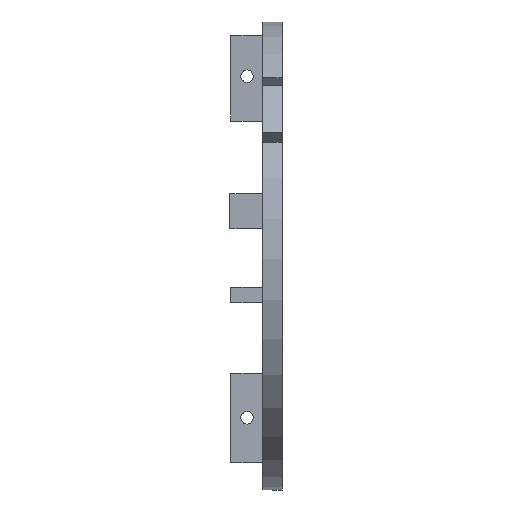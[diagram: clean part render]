
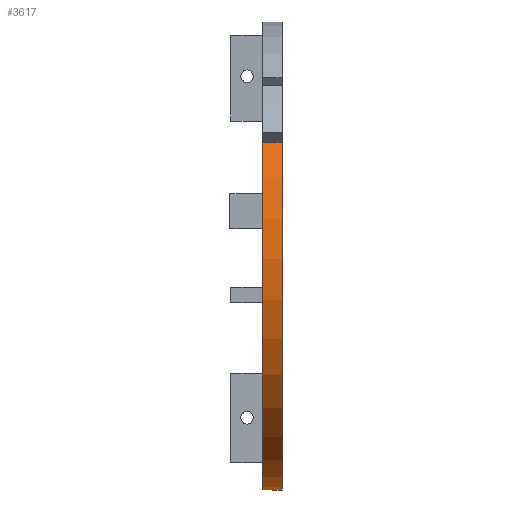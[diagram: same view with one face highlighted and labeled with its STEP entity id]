
A CAD part, left-side view. The second image highlights one B-rep face of the part: STEP entity #3617.
In plain terms, the highlighted cylindrical face has radius 30 mm (diameter 60 mm), a partial arc.
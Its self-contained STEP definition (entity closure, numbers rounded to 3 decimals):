
#45 = PLANE('',#46);
#46 = AXIS2_PLACEMENT_3D('',#47,#48,#49);
#47 = CARTESIAN_POINT('',(0.,0.,0.));
#48 = DIRECTION('',(0.,-1.,0.));
#49 = DIRECTION('',(0.,0.,-1.));
#102 = PLANE('',#103);
#103 = AXIS2_PLACEMENT_3D('',#104,#105,#106);
#104 = CARTESIAN_POINT('',(0.,-2.5,0.));
#105 = DIRECTION('',(0.,-1.,0.));
#106 = DIRECTION('',(0.,0.,-1.));
#144 = VERTEX_POINT('',#145);
#145 = CARTESIAN_POINT('',(-26.206,0.,14.603));
#161 = PLANE('',#162);
#162 = AXIS2_PLACEMENT_3D('',#163,#164,#165);
#163 = CARTESIAN_POINT('',(-27.067,0.,15.112));
#164 = DIRECTION('',(0.508,0.,0.861));
#165 = DIRECTION('',(0.861,0.,-0.508));
#173 = EDGE_CURVE('',#144,#174,#176,.T.);
#174 = VERTEX_POINT('',#175);
#175 = CARTESIAN_POINT('',(10.446,0.,-28.123));
#176 = SURFACE_CURVE('',#177,(#182,#189),.PCURVE_S1.);
#177 = CIRCLE('',#178,30.);
#178 = AXIS2_PLACEMENT_3D('',#179,#180,#181);
#179 = CARTESIAN_POINT('',(0.,0.,0.));
#180 = DIRECTION('',(0.,-1.,0.));
#181 = DIRECTION('',(1.,0.,0.));
#182 = PCURVE('',#45,#183);
#183 = DEFINITIONAL_REPRESENTATION('',(#184),#188);
#184 = CIRCLE('',#185,30.);
#185 = AXIS2_PLACEMENT_2D('',#186,#187);
#186 = CARTESIAN_POINT('',(0.,0.));
#187 = DIRECTION('',(0.,1.));
#188 = ( GEOMETRIC_REPRESENTATION_CONTEXT(2) 
PARAMETRIC_REPRESENTATION_CONTEXT() REPRESENTATION_CONTEXT('2D SPACE',''
  ) );
#189 = PCURVE('',#190,#195);
#190 = CYLINDRICAL_SURFACE('',#191,30.);
#191 = AXIS2_PLACEMENT_3D('',#192,#193,#194);
#192 = CARTESIAN_POINT('',(0.,0.,0.));
#193 = DIRECTION('',(0.,1.,0.));
#194 = DIRECTION('',(1.,0.,0.));
#195 = DEFINITIONAL_REPRESENTATION('',(#196),#200);
#196 = LINE('',#197,#198);
#197 = CARTESIAN_POINT('',(-0.,0.));
#198 = VECTOR('',#199,1.);
#199 = DIRECTION('',(-1.,0.));
#200 = ( GEOMETRIC_REPRESENTATION_CONTEXT(2) 
PARAMETRIC_REPRESENTATION_CONTEXT() REPRESENTATION_CONTEXT('2D SPACE',''
  ) );
#218 = PLANE('',#219);
#219 = AXIS2_PLACEMENT_3D('',#220,#221,#222);
#220 = CARTESIAN_POINT('',(10.817,0.,
    -29.051));
#221 = DIRECTION('',(-0.928,0.,-0.372)
  );
#222 = DIRECTION('',(-0.372,0.,0.928));
#2399 = VERTEX_POINT('',#2400);
#2400 = CARTESIAN_POINT('',(-26.206,-2.5,14.603));
#2421 = EDGE_CURVE('',#2399,#2422,#2424,.T.);
#2422 = VERTEX_POINT('',#2423);
#2423 = CARTESIAN_POINT('',(10.446,-2.5,-28.123));
#2424 = SURFACE_CURVE('',#2425,(#2430,#2437),.PCURVE_S1.);
#2425 = CIRCLE('',#2426,30.);
#2426 = AXIS2_PLACEMENT_3D('',#2427,#2428,#2429);
#2427 = CARTESIAN_POINT('',(0.,-2.5,0.));
#2428 = DIRECTION('',(0.,-1.,0.));
#2429 = DIRECTION('',(1.,0.,0.));
#2430 = PCURVE('',#102,#2431);
#2431 = DEFINITIONAL_REPRESENTATION('',(#2432),#2436);
#2432 = CIRCLE('',#2433,30.);
#2433 = AXIS2_PLACEMENT_2D('',#2434,#2435);
#2434 = CARTESIAN_POINT('',(0.,0.));
#2435 = DIRECTION('',(0.,1.));
#2436 = ( GEOMETRIC_REPRESENTATION_CONTEXT(2) 
PARAMETRIC_REPRESENTATION_CONTEXT() REPRESENTATION_CONTEXT('2D SPACE',''
  ) );
#2437 = PCURVE('',#190,#2438);
#2438 = DEFINITIONAL_REPRESENTATION('',(#2439),#2443);
#2439 = LINE('',#2440,#2441);
#2440 = CARTESIAN_POINT('',(-0.,-2.5));
#2441 = VECTOR('',#2442,1.);
#2442 = DIRECTION('',(-1.,0.));
#2443 = ( GEOMETRIC_REPRESENTATION_CONTEXT(2) 
PARAMETRIC_REPRESENTATION_CONTEXT() REPRESENTATION_CONTEXT('2D SPACE',''
  ) );
#3575 = EDGE_CURVE('',#2399,#144,#3576,.T.);
#3576 = SURFACE_CURVE('',#3577,(#3581,#3588),.PCURVE_S1.);
#3577 = LINE('',#3578,#3579);
#3578 = CARTESIAN_POINT('',(-26.206,0.,14.603));
#3579 = VECTOR('',#3580,1.);
#3580 = DIRECTION('',(0.,1.,0.));
#3581 = PCURVE('',#161,#3582);
#3582 = DEFINITIONAL_REPRESENTATION('',(#3583),#3587);
#3583 = LINE('',#3584,#3585);
#3584 = CARTESIAN_POINT('',(1.,0.));
#3585 = VECTOR('',#3586,1.);
#3586 = DIRECTION('',(0.,1.));
#3587 = ( GEOMETRIC_REPRESENTATION_CONTEXT(2) 
PARAMETRIC_REPRESENTATION_CONTEXT() REPRESENTATION_CONTEXT('2D SPACE',''
  ) );
#3588 = PCURVE('',#190,#3589);
#3589 = DEFINITIONAL_REPRESENTATION('',(#3590),#3594);
#3590 = LINE('',#3591,#3592);
#3591 = CARTESIAN_POINT('',(-2.633,0.));
#3592 = VECTOR('',#3593,1.);
#3593 = DIRECTION('',(-0.,1.));
#3594 = ( GEOMETRIC_REPRESENTATION_CONTEXT(2) 
PARAMETRIC_REPRESENTATION_CONTEXT() REPRESENTATION_CONTEXT('2D SPACE',''
  ) );
#3617 = ADVANCED_FACE('',(#3618),#190,.T.);
#3618 = FACE_BOUND('',#3619,.F.);
#3619 = EDGE_LOOP('',(#3620,#3641,#3642,#3643));
#3620 = ORIENTED_EDGE('',*,*,#3621,.T.);
#3621 = EDGE_CURVE('',#2422,#174,#3622,.T.);
#3622 = SURFACE_CURVE('',#3623,(#3627,#3634),.PCURVE_S1.);
#3623 = LINE('',#3624,#3625);
#3624 = CARTESIAN_POINT('',(10.446,0.,-28.123));
#3625 = VECTOR('',#3626,1.);
#3626 = DIRECTION('',(0.,1.,0.));
#3627 = PCURVE('',#190,#3628);
#3628 = DEFINITIONAL_REPRESENTATION('',(#3629),#3633);
#3629 = LINE('',#3630,#3631);
#3630 = CARTESIAN_POINT('',(-5.068,0.));
#3631 = VECTOR('',#3632,1.);
#3632 = DIRECTION('',(-0.,1.));
#3633 = ( GEOMETRIC_REPRESENTATION_CONTEXT(2) 
PARAMETRIC_REPRESENTATION_CONTEXT() REPRESENTATION_CONTEXT('2D SPACE',''
  ) );
#3634 = PCURVE('',#218,#3635);
#3635 = DEFINITIONAL_REPRESENTATION('',(#3636),#3640);
#3636 = LINE('',#3637,#3638);
#3637 = CARTESIAN_POINT('',(1.,0.));
#3638 = VECTOR('',#3639,1.);
#3639 = DIRECTION('',(0.,1.));
#3640 = ( GEOMETRIC_REPRESENTATION_CONTEXT(2) 
PARAMETRIC_REPRESENTATION_CONTEXT() REPRESENTATION_CONTEXT('2D SPACE',''
  ) );
#3641 = ORIENTED_EDGE('',*,*,#173,.F.);
#3642 = ORIENTED_EDGE('',*,*,#3575,.F.);
#3643 = ORIENTED_EDGE('',*,*,#2421,.T.);
